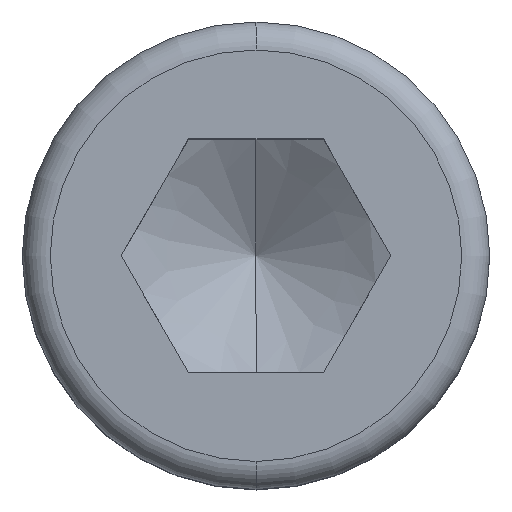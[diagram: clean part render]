
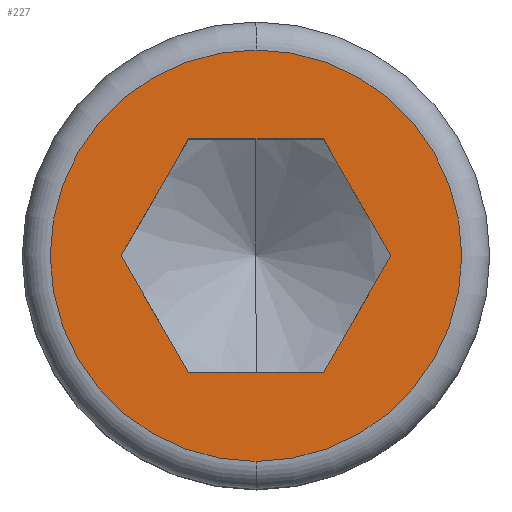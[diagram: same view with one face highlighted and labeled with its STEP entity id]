
A CAD part, top view. The second image highlights one B-rep face of the part: STEP entity #227.
In plain terms, the highlighted planar face has unit normal (0, 0, 1).
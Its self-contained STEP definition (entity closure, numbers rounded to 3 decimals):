
#173=EDGE_CURVE('',#215,#327,#411,.T.);
#177=EDGE_CURVE('',#249,#225,#415,.T.);
#215=VERTEX_POINT('',#456);
#219=EDGE_CURVE('',#225,#353,#460,.T.);
#225=VERTEX_POINT('',#468);
#227=ADVANCED_FACE('',(#470,#471),#472,.T.);
#229=EDGE_CURVE('',#303,#249,#474,.T.);
#249=VERTEX_POINT('',#498);
#255=VERTEX_POINT('',#505);
#273=EDGE_CURVE('',#331,#303,#525,.T.);
#303=VERTEX_POINT('',#557);
#325=EDGE_CURVE('',#255,#331,#581,.T.);
#327=VERTEX_POINT('',#583);
#331=VERTEX_POINT('',#587);
#345=EDGE_CURVE('',#327,#215,#605,.T.);
#351=EDGE_CURVE('',#353,#255,#611,.T.);
#353=VERTEX_POINT('',#613);
#411=CIRCLE('',#676,4.4);
#415=LINE('',#682,#683);
#456=CARTESIAN_POINT('',(0.,-4.4,6.));
#460=LINE('',#760,#761);
#468=CARTESIAN_POINT('',(-1.443,2.498,6.0));
#470=FACE_BOUND('',#771,.T.);
#471=FACE_OUTER_BOUND('',#772,.T.);
#472=PLANE('',#773);
#474=LINE('',#776,#777);
#498=CARTESIAN_POINT('',(-2.885,0.,6.0));
#505=CARTESIAN_POINT('',(2.885,0.,6.0));
#525=LINE('',#868,#869);
#557=CARTESIAN_POINT('',(-1.443,-2.498,6.0));
#581=LINE('',#964,#965);
#583=CARTESIAN_POINT('',(0.,4.4,6.));
#587=CARTESIAN_POINT('',(1.443,-2.498,6.0));
#605=CIRCLE('',#994,4.4);
#611=LINE('',#1005,#1006);
#613=CARTESIAN_POINT('',(1.443,2.498,6.0));
#676=AXIS2_PLACEMENT_3D('',#1056,#1057,#1058);
#682=CARTESIAN_POINT('',(-1.803,1.874,6.0));
#683=VECTOR('',#1062,1.0);
#760=CARTESIAN_POINT('',(0.721,2.498,6.0));
#761=VECTOR('',#1104,1.0);
#771=EDGE_LOOP('',(#1120,#1121,#1122,#1123,#1124,#1125));
#772=EDGE_LOOP('',(#1126,#1127));
#773=AXIS2_PLACEMENT_3D('',#1128,#1129,#1130);
#776=CARTESIAN_POINT('',(-2.524,-0.625,6.0));
#777=VECTOR('',#1131,1.0);
#868=CARTESIAN_POINT('',(-0.721,-2.498,6.0));
#869=VECTOR('',#1199,1.0);
#964=CARTESIAN_POINT('',(1.803,-1.874,6.0));
#965=VECTOR('',#1250,1.0);
#994=AXIS2_PLACEMENT_3D('',#1277,#1278,#1279);
#1005=CARTESIAN_POINT('',(2.524,0.625,6.0));
#1006=VECTOR('',#1282,1.0);
#1056=CARTESIAN_POINT('',(0.,0.,6.));
#1057=DIRECTION('',(0.,0.,1.0));
#1058=DIRECTION('',(-1.0,0.0,0.));
#1062=DIRECTION('',(0.5,0.866,0.0));
#1104=DIRECTION('',(1.0,0.0,0.0));
#1120=ORIENTED_EDGE('',*,*,#229,.T.);
#1121=ORIENTED_EDGE('',*,*,#177,.T.);
#1122=ORIENTED_EDGE('',*,*,#219,.T.);
#1123=ORIENTED_EDGE('',*,*,#351,.T.);
#1124=ORIENTED_EDGE('',*,*,#325,.T.);
#1125=ORIENTED_EDGE('',*,*,#273,.T.);
#1126=ORIENTED_EDGE('',*,*,#173,.T.);
#1127=ORIENTED_EDGE('',*,*,#345,.T.);
#1128=CARTESIAN_POINT('',(0.,-3.942,6.));
#1129=DIRECTION('',(0.,0.,1.0));
#1130=DIRECTION('',(0.,-1.0,0.));
#1131=DIRECTION('',(-0.5,0.866,0.0));
#1199=DIRECTION('',(-1.0,0.0,0.0));
#1250=DIRECTION('',(-0.5,-0.866,0.0));
#1277=CARTESIAN_POINT('',(0.,0.,6.));
#1278=DIRECTION('',(0.,0.,1.0));
#1279=DIRECTION('',(-1.0,0.0,0.));
#1282=DIRECTION('',(0.5,-0.866,0.0));
